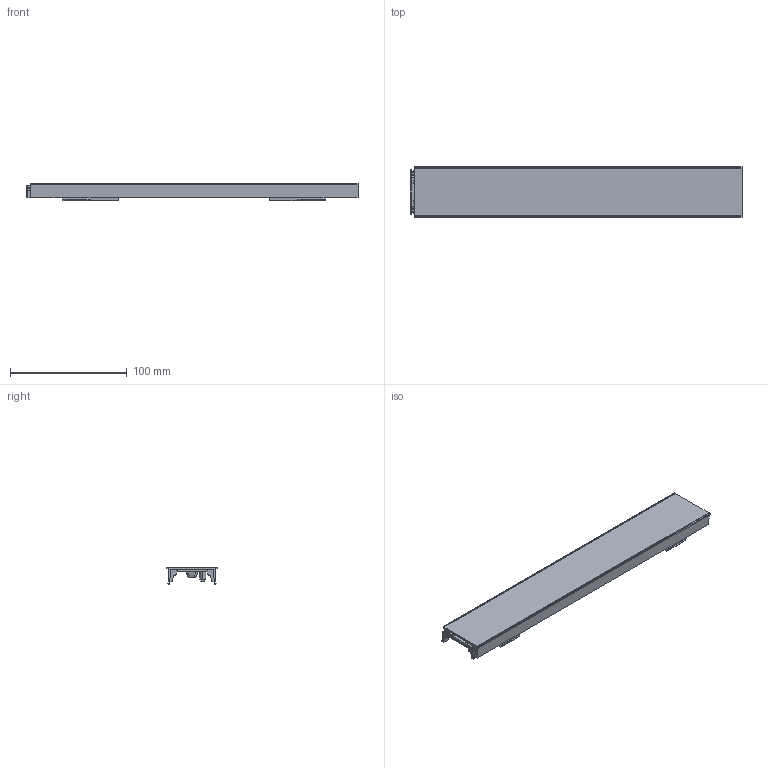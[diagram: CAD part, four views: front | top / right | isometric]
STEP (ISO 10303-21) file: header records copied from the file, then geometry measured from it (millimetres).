
FILE_DESCRIPTION((''),'2;1');
FILE_NAME('L40B-90-ZS-KMK_1','2021-06-03T15:39:54',('Administrator'),(''),'CREO PARAMETRIC BY PTC INC, 2017110','CREO PARAMETRIC BY PTC INC, 2017110','');
FILE_SCHEMA(('CONFIG_CONTROL_DESIGN'));
Length unit declared in the file: millimetre
Products named in the file (1): L40B-90-ZS-KMK_1
Bounding box: 283.91 x 42.98 x 15.38 mm (x, y, z)
Volume: 46430.1 mm3; surface area: 42686.6 mm2
Topology: 1 solids, 1 shells, 649 faces, 1756 edges, 1156 vertices
Faces by surface type: plane 241, extrusion 192, cylinder 116, bspline 96, cone 4
Entity records: 29691 total; most frequent: CARTESIAN_POINT 15312, ORIENTED_EDGE 3512, DIRECTION 1878, EDGE_CURVE 1756, VERTEX_POINT 1156, VECTOR 1100, B_SPLINE_CURVE_WITH_KNOTS 1012, LINE 908
